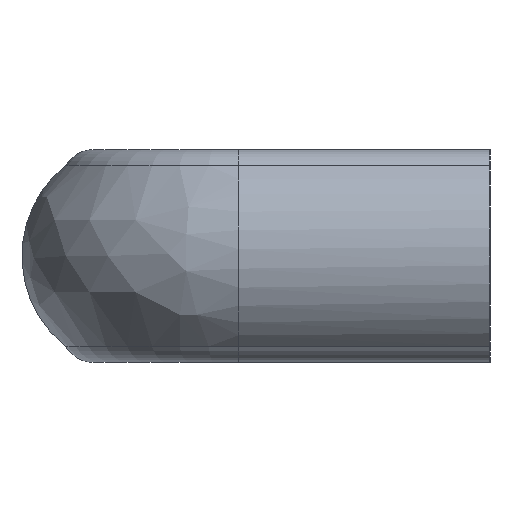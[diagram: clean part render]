
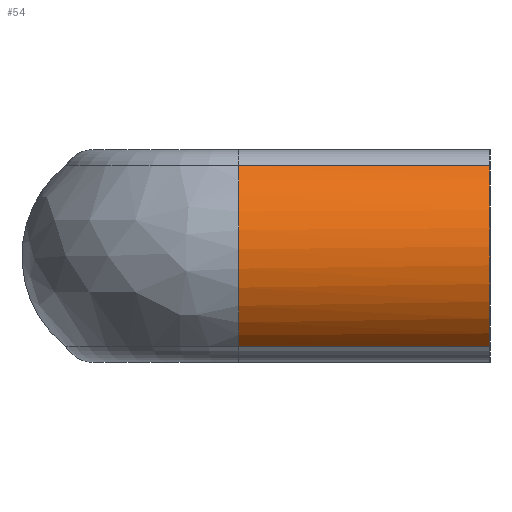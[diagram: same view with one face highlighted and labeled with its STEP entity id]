
A CAD part, left-side view. The second image highlights one B-rep face of the part: STEP entity #54.
In plain terms, the highlighted cylindrical face has radius 13.591 mm (diameter 27.182 mm), a partial arc.
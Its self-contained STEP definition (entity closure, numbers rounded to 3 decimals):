
#54 = ADVANCED_FACE( '', ( #129 ), #130, .T. );
#129 = FACE_OUTER_BOUND( '', #228, .T. );
#130 = CYLINDRICAL_SURFACE( '', #229, 13.591 );
#228 = EDGE_LOOP( '', ( #367, #368, #369, #370 ) );
#229 = AXIS2_PLACEMENT_3D( '', #371, #372, #373 );
#367 = ORIENTED_EDGE( '', *, *, #572, .T. );
#368 = ORIENTED_EDGE( '', *, *, #573, .F. );
#369 = ORIENTED_EDGE( '', *, *, #574, .F. );
#370 = ORIENTED_EDGE( '', *, *, #575, .T. );
#371 = CARTESIAN_POINT( '', ( 13.592, 0., 0. ) );
#372 = DIRECTION( '', ( 0., -1., 0. ) );
#373 = DIRECTION( '', ( 0., 0., 1. ) );
#572 = EDGE_CURVE( '', #652, #653, #654, .T. );
#573 = EDGE_CURVE( '', #655, #653, #656, .T. );
#574 = EDGE_CURVE( '', #657, #655, #658, .T. );
#575 = EDGE_CURVE( '', #657, #652, #659, .T. );
#652 = VERTEX_POINT( '', #760 );
#653 = VERTEX_POINT( '', #761 );
#654 = B_SPLINE_CURVE_WITH_KNOTS( '', 3, ( #762, #763, #764, #765, #766, #767, #768, #769, #770, #771, #772, #773, #774, #775, #776, #777, #778, #779 ), .UNSPECIFIED., .F., .F., ( 4, 2, 2, 2, 2, 2, 2, 2, 4 ), ( 0., 0.125, 0.25, 0.375, 0.5, 0.625, 0.75, 0.875, 1. ), .UNSPECIFIED. );
#655 = VERTEX_POINT( '', #780 );
#656 = LINE( '', #781, #782 );
#657 = VERTEX_POINT( '', #783 );
#658 = CIRCLE( '', #784, 13.591 );
#659 = LINE( '', #785, #786 );
#760 = CARTESIAN_POINT( '', ( 5.106, 29.5, 10.616 ) );
#761 = CARTESIAN_POINT( '', ( 5.106, 29.5, -10.617 ) );
#762 = CARTESIAN_POINT( '', ( 5.106, 29.5, 10.616 ) );
#763 = CARTESIAN_POINT( '', ( 4.313, 29.5, 9.982 ) );
#764 = CARTESIAN_POINT( '', ( 3.592, 29.5, 9.259 ) );
#765 = CARTESIAN_POINT( '', ( 2.327, 29.5, 7.671 ) );
#766 = CARTESIAN_POINT( '', ( 1.784, 29.5, 6.805 ) );
#767 = CARTESIAN_POINT( '', ( 0.904, 29.5, 4.975 ) );
#768 = CARTESIAN_POINT( '', ( 0.567, 29.5, 4.011 ) );
#769 = CARTESIAN_POINT( '', ( 0.115, 29.5, 2.031 ) );
#770 = CARTESIAN_POINT( '', ( 0.001, 29.5, 1.015 ) );
#771 = CARTESIAN_POINT( '', ( 0.001, 29.5, -1.015 ) );
#772 = CARTESIAN_POINT( '', ( 0.115, 29.5, -2.031 ) );
#773 = CARTESIAN_POINT( '', ( 0.567, 29.5, -4.011 ) );
#774 = CARTESIAN_POINT( '', ( 0.904, 29.5, -4.975 ) );
#775 = CARTESIAN_POINT( '', ( 1.784, 29.5, -6.805 ) );
#776 = CARTESIAN_POINT( '', ( 2.327, 29.5, -7.671 ) );
#777 = CARTESIAN_POINT( '', ( 3.592, 29.5, -9.259 ) );
#778 = CARTESIAN_POINT( '', ( 4.313, 29.5, -9.982 ) );
#779 = CARTESIAN_POINT( '', ( 5.106, 29.5, -10.616 ) );
#780 = CARTESIAN_POINT( '', ( 5.106, 0., -10.616 ) );
#781 = CARTESIAN_POINT( '', ( 5.106, 0., -10.616 ) );
#782 = VECTOR( '', #1087, 1000. );
#783 = CARTESIAN_POINT( '', ( 5.106, 0., 10.616 ) );
#784 = AXIS2_PLACEMENT_3D( '', #1088, #1089, #1090 );
#785 = CARTESIAN_POINT( '', ( 5.106, 0., 10.616 ) );
#786 = VECTOR( '', #1091, 1000. );
#1087 = DIRECTION( '', ( 0., 1., 0. ) );
#1088 = CARTESIAN_POINT( '', ( 13.592, 0., 0. ) );
#1089 = DIRECTION( '', ( 0., -1., 0. ) );
#1090 = DIRECTION( '', ( 0., 0., 1. ) );
#1091 = DIRECTION( '', ( 0., 1., 0. ) );
